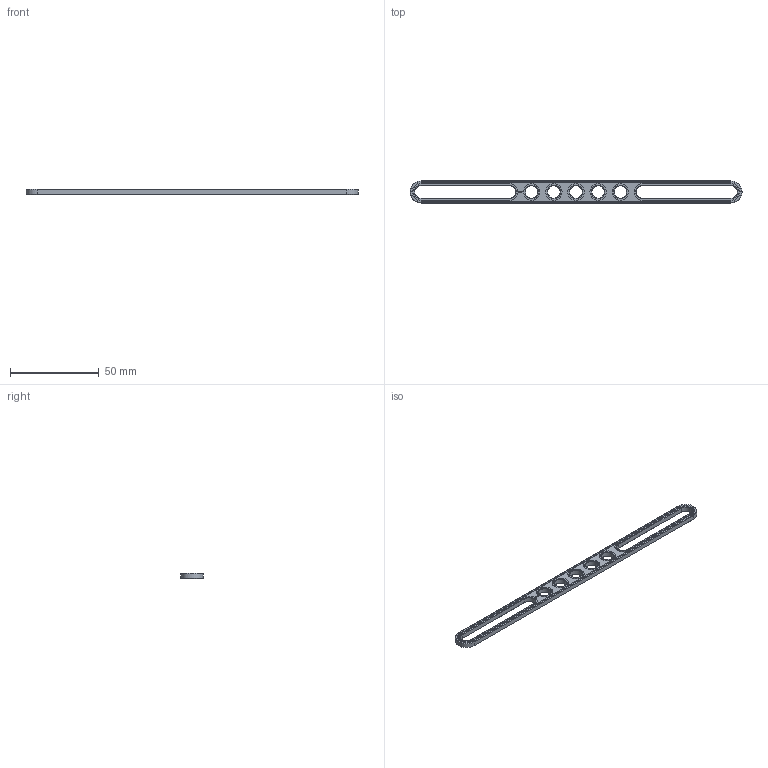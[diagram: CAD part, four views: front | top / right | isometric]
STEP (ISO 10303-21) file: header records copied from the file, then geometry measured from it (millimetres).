
FILE_DESCRIPTION(('FreeCAD Model'),'2;1');
FILE_NAME('Open CASCADE Shape Model','2023-01-08T23:24:26',(''),(''), 'Open CASCADE STEP processor 7.6','FreeCAD','Unknown');
FILE_SCHEMA(('AUTOMOTIVE_DESIGN { 1 0 10303 214 1 1 1 1 }'));
Length unit declared in the file: millimetre
Products named in the file (1): Brace STR SLT BE ERR BU15x01x00.25x05 - SPN-BRC-0332 (stemfie.org)
Bounding box: 187.5 x 12.5 x 3.12 mm (x, y, z)
Volume: 4022.7 mm3; surface area: 4902.3 mm2
Topology: 1 solids, 1 shells, 621 faces, 1708 edges, 1129 vertices
Faces by surface type: plane 349, extrusion 228, cone 22, cylinder 22
Full cylindrical faces by diameter (mm): 7 x5, 9.2 x5
Entity records: 43495 total; most frequent: CARTESIAN_POINT 11092, DIRECTION 5058, VECTOR 4090, LINE 3862, ORIENTED_EDGE 3416, PCURVE 3416, DEFINITIONAL_REPRESENTATION 3416, EDGE_CURVE 1708
